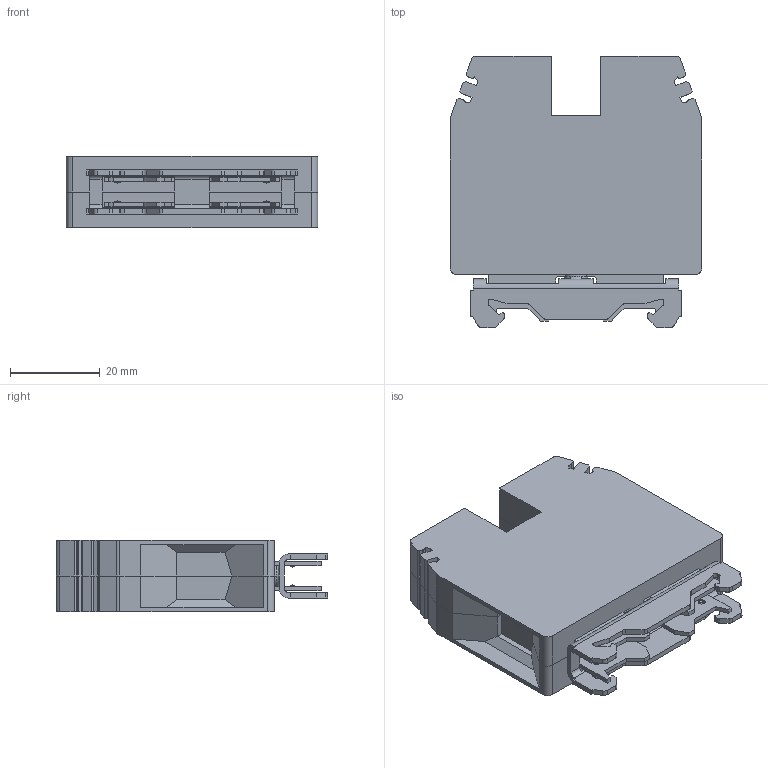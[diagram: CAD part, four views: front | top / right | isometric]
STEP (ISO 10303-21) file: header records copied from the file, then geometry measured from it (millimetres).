
FILE_DESCRIPTION(('OneSpaceDesigner STEP Export'),'2;1');
FILE_NAME('TEC.35_O.stp','2008-07-03T12:02:14',(''),(''),'OneSpace Designer STEP processor for AP214 (Solid Model)','OneSpace Modeling 15.50 10-Aug-2007 (C) CoCreate Software GmbH','');
FILE_SCHEMA(('AUTOMOTIVE_DESIGN { 1 0 10303 214 1 1 1 1 }'));
Length unit declared in the file: millimetre
Products named in the file (2): TEC.35_O
Assembly tree (1 placements, depth 2):
  TEC.35_O
    TEC.35_O
Bounding box: 56 x 60.3 x 16 mm (x, y, z)
Volume: 37495.4 mm3; surface area: 12631.4 mm2
Topology: 1 solids, 1 shells, 347 faces, 937 edges, 584 vertices
Faces by surface type: plane 247, cylinder 72, cone 16, sphere 8, bspline 4
Entity records: 12514 total; most frequent: CARTESIAN_POINT 2317, ORIENTED_EDGE 1842, DIRECTION 1456, EDGE_CURVE 921, VECTOR 646, LINE 646, VERTEX_POINT 584, AXIS2_PLACEMENT_3D 405
